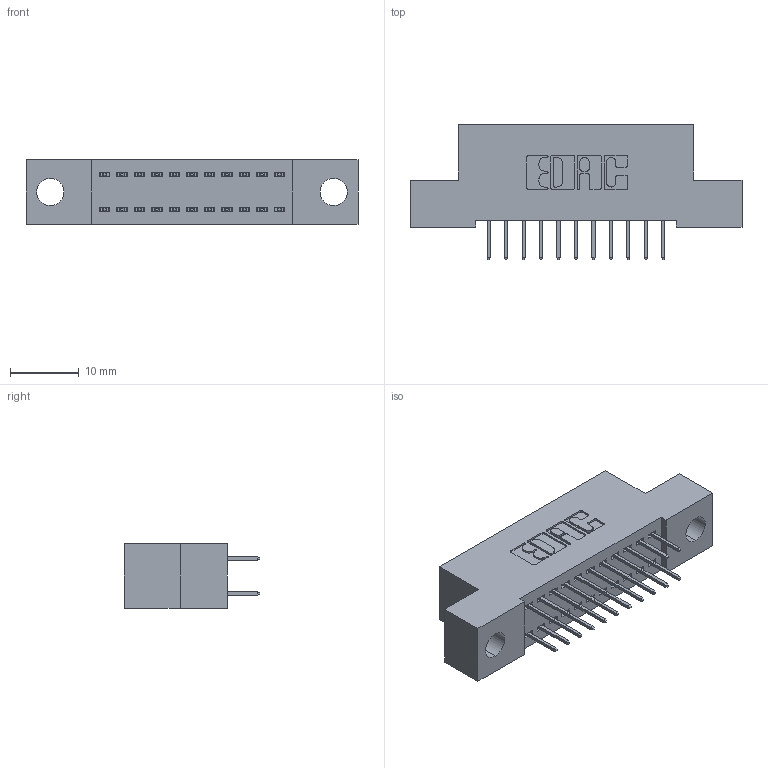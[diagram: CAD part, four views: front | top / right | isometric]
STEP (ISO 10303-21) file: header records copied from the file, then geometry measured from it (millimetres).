
FILE_DESCRIPTION (( 'STEP AP203' ), '1' );
FILE_NAME ('392-022-524-204.STEP', '2019-10-07T06:10:36', ( '' ), ( '' ), 'SwSTEP 2.0', 'SolidWorks 2016', '' );
FILE_SCHEMA (( 'CONFIG_CONTROL_DESIGN' ));
Length unit declared in the file: inch
Products named in the file (3): 342 Part_.156 TH; 345-292-001_345-293-124; 392-022-524-204
Assembly tree (23 placements, depth 2):
  392-022-524-204
    342 Part_.156 TH
    345-292-001_345-293-124  x22
Bounding box: 48.26 x 19.69 x 9.4 mm (x, y, z)
Volume: 4069.1 mm3; surface area: 5597.2 mm2
Topology: 23 solids, 23 shells, 1342 faces, 3797 edges, 2442 vertices
Faces by surface type: plane 990, cylinder 352
Entity records: 11031 total; most frequent: CARTESIAN_POINT 1862, ORIENTED_EDGE 1798, DIRECTION 1647, EDGE_CURVE 899, LINE 775, VECTOR 775, VERTEX_POINT 594, AXIS2_PLACEMENT_3D 436
